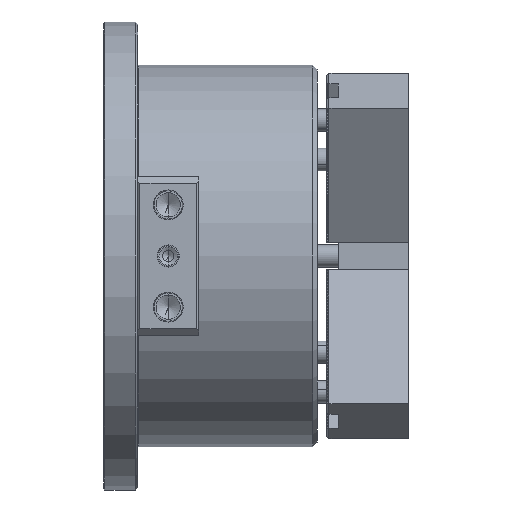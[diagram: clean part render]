
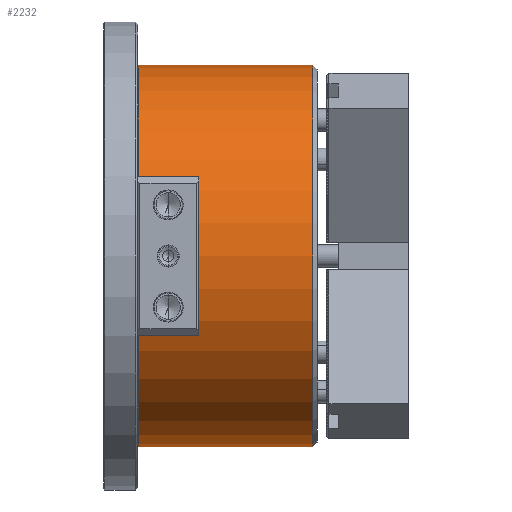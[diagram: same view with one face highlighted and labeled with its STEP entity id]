
A CAD part, front view. The second image highlights one B-rep face of the part: STEP entity #2232.
In plain terms, the highlighted cylindrical face has radius 84 mm (diameter 168 mm), a partial arc.
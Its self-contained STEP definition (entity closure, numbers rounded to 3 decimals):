
#73 = EDGE_CURVE ( 'NONE', #21893, #16603, #24572, .T. ) ;
#386 = EDGE_CURVE ( 'NONE', #14759, #21893, #6940, .T. ) ;
#2064 = DIRECTION ( 'NONE',  ( 1., 0., 0. ) ) ;
#2232 = ADVANCED_FACE ( 'NONE', ( #15987 ), #5948, .T. ) ;
#3761 = CIRCLE ( 'NONE', #7072, 84. ) ;
#3797 = AXIS2_PLACEMENT_3D ( 'NONE', #17645, #25868, #9452 ) ;
#3810 = ORIENTED_EDGE ( 'NONE', *, *, #73, .T. ) ;
#5734 = CARTESIAN_POINT ( 'NONE',  ( 0.3, 0., 84. ) ) ;
#5948 = CYLINDRICAL_SURFACE ( 'NONE', #12738, 84. ) ;
#6334 = VECTOR ( 'NONE', #2064, 1000. ) ;
#6729 = CARTESIAN_POINT ( 'NONE',  ( 77., 0., -84. ) ) ;
#6940 = LINE ( 'NONE', #18087, #6334 ) ;
#7072 = AXIS2_PLACEMENT_3D ( 'NONE', #20046, #8069, #22108 ) ;
#7629 = CARTESIAN_POINT ( 'NONE',  ( 121.711, 0., 84. ) ) ;
#8069 = DIRECTION ( 'NONE',  ( 1., 0., 0. ) ) ;
#9243 = LINE ( 'NONE', #7629, #24628 ) ;
#9452 = DIRECTION ( 'NONE',  ( 0., 0., -1. ) ) ;
#10027 = ORIENTED_EDGE ( 'NONE', *, *, #25065, .T. ) ;
#10212 = VERTEX_POINT ( 'NONE', #5734 ) ;
#11609 = DIRECTION ( 'NONE',  ( 1., 0., 0. ) ) ;
#11724 = DIRECTION ( 'NONE',  ( 1., 0., 0. ) ) ;
#12738 = AXIS2_PLACEMENT_3D ( 'NONE', #17725, #11724, #19707 ) ;
#14759 = VERTEX_POINT ( 'NONE', #19934 ) ;
#15987 = FACE_OUTER_BOUND ( 'NONE', #22279, .T. ) ;
#16603 = VERTEX_POINT ( 'NONE', #21218 ) ;
#17645 = CARTESIAN_POINT ( 'NONE',  ( 77., 0., 0. ) ) ;
#17725 = CARTESIAN_POINT ( 'NONE',  ( 121.711, 0., 0. ) ) ;
#18087 = CARTESIAN_POINT ( 'NONE',  ( 121.711, 0., -84. ) ) ;
#19707 = DIRECTION ( 'NONE',  ( 0., 0., -1. ) ) ;
#19934 = CARTESIAN_POINT ( 'NONE',  ( 0.3, 0., -84. ) ) ;
#20046 = CARTESIAN_POINT ( 'NONE',  ( 0.3, 0., 0. ) ) ;
#21218 = CARTESIAN_POINT ( 'NONE',  ( 77., 0., 84. ) ) ;
#21893 = VERTEX_POINT ( 'NONE', #6729 ) ;
#22108 = DIRECTION ( 'NONE',  ( 0., 0., 1. ) ) ;
#22279 = EDGE_LOOP ( 'NONE', ( #25936, #10027, #26088, #3810 ) ) ;
#22811 = EDGE_CURVE ( 'NONE', #10212, #16603, #9243, .T. ) ;
#24572 = CIRCLE ( 'NONE', #3797, 84. ) ;
#24628 = VECTOR ( 'NONE', #11609, 1000. ) ;
#25065 = EDGE_CURVE ( 'NONE', #10212, #14759, #3761, .T. ) ;
#25868 = DIRECTION ( 'NONE',  ( -1., 0., 0. ) ) ;
#25936 = ORIENTED_EDGE ( 'NONE', *, *, #22811, .F. ) ;
#26088 = ORIENTED_EDGE ( 'NONE', *, *, #386, .T. ) ;
